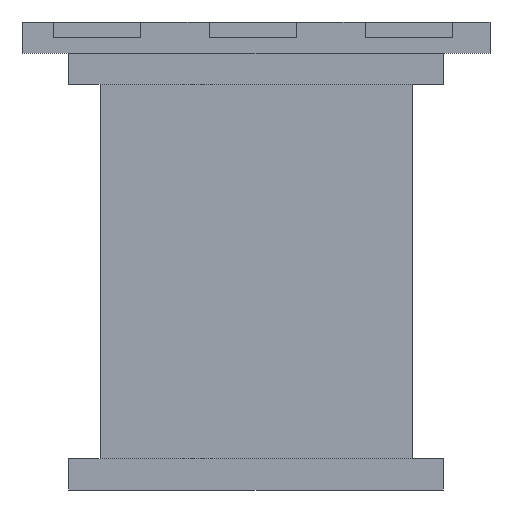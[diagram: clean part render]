
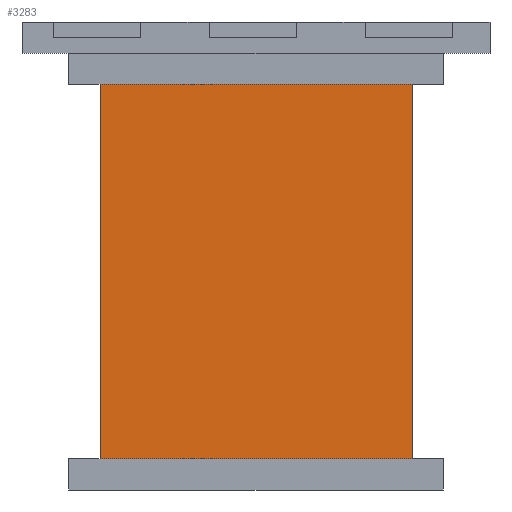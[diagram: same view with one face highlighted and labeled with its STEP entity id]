
A CAD part, front view. The second image highlights one B-rep face of the part: STEP entity #3283.
In plain terms, the highlighted planar face has unit normal (0, -1, 0).
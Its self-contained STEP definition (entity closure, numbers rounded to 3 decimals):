
#1459 = PLANE('',#1460);
#1460 = AXIS2_PLACEMENT_3D('',#1461,#1462,#1463);
#1461 = CARTESIAN_POINT('',(-1.524,-1.27,-0.381));
#1462 = DIRECTION('',(0.,1.,0.));
#1463 = DIRECTION('',(0.,0.,1.));
#2820 = VERTEX_POINT('',#2821);
#2821 = CARTESIAN_POINT('',(-1.27,-1.27,-0.381));
#2868 = VERTEX_POINT('',#2869);
#2869 = CARTESIAN_POINT('',(1.27,-1.27,-0.381));
#2895 = EDGE_CURVE('',#2820,#2868,#2896,.T.);
#2896 = SURFACE_CURVE('',#2897,(#2901,#2908),.PCURVE_S1.);
#2897 = LINE('',#2898,#2899);
#2898 = CARTESIAN_POINT('',(-1.524,-1.27,-0.381));
#2899 = VECTOR('',#2900,1.);
#2900 = DIRECTION('',(1.,0.,0.));
#2901 = PCURVE('',#1459,#2902);
#2902 = DEFINITIONAL_REPRESENTATION('',(#2903),#2907);
#2903 = LINE('',#2904,#2905);
#2904 = CARTESIAN_POINT('',(0.,0.));
#2905 = VECTOR('',#2906,1.);
#2906 = DIRECTION('',(0.,1.));
#2907 = ( GEOMETRIC_REPRESENTATION_CONTEXT(2) 
PARAMETRIC_REPRESENTATION_CONTEXT() REPRESENTATION_CONTEXT('2D SPACE',''
  ) );
#2908 = PCURVE('',#2909,#2914);
#2909 = PLANE('',#2910);
#2910 = AXIS2_PLACEMENT_3D('',#2911,#2912,#2913);
#2911 = CARTESIAN_POINT('',(-1.27,-1.27,-3.429));
#2912 = DIRECTION('',(0.,1.,0.));
#2913 = DIRECTION('',(0.,0.,1.));
#2914 = DEFINITIONAL_REPRESENTATION('',(#2915),#2919);
#2915 = LINE('',#2916,#2917);
#2916 = CARTESIAN_POINT('',(3.048,-0.254));
#2917 = VECTOR('',#2918,1.);
#2918 = DIRECTION('',(0.,1.));
#2919 = ( GEOMETRIC_REPRESENTATION_CONTEXT(2) 
PARAMETRIC_REPRESENTATION_CONTEXT() REPRESENTATION_CONTEXT('2D SPACE',''
  ) );
#3272 = PLANE('',#3273);
#3273 = AXIS2_PLACEMENT_3D('',#3274,#3275,#3276);
#3274 = CARTESIAN_POINT('',(-1.27,-1.27,-3.429));
#3275 = DIRECTION('',(1.,0.,0.));
#3276 = DIRECTION('',(0.,0.,1.));
#3283 = ADVANCED_FACE('',(#3284),#2909,.F.);
#3284 = FACE_BOUND('',#3285,.F.);
#3285 = EDGE_LOOP('',(#3286,#3316,#3337,#3338));
#3286 = ORIENTED_EDGE('',*,*,#3287,.F.);
#3287 = EDGE_CURVE('',#3288,#3290,#3292,.T.);
#3288 = VERTEX_POINT('',#3289);
#3289 = CARTESIAN_POINT('',(-1.27,-1.27,-3.429));
#3290 = VERTEX_POINT('',#3291);
#3291 = CARTESIAN_POINT('',(1.27,-1.27,-3.429));
#3292 = SURFACE_CURVE('',#3293,(#3297,#3304),.PCURVE_S1.);
#3293 = LINE('',#3294,#3295);
#3294 = CARTESIAN_POINT('',(-1.27,-1.27,-3.429));
#3295 = VECTOR('',#3296,1.);
#3296 = DIRECTION('',(1.,0.,0.));
#3297 = PCURVE('',#2909,#3298);
#3298 = DEFINITIONAL_REPRESENTATION('',(#3299),#3303);
#3299 = LINE('',#3300,#3301);
#3300 = CARTESIAN_POINT('',(0.,0.));
#3301 = VECTOR('',#3302,1.);
#3302 = DIRECTION('',(0.,1.));
#3303 = ( GEOMETRIC_REPRESENTATION_CONTEXT(2) 
PARAMETRIC_REPRESENTATION_CONTEXT() REPRESENTATION_CONTEXT('2D SPACE',''
  ) );
#3304 = PCURVE('',#3305,#3310);
#3305 = PLANE('',#3306);
#3306 = AXIS2_PLACEMENT_3D('',#3307,#3308,#3309);
#3307 = CARTESIAN_POINT('',(-1.524,-1.27,-3.683));
#3308 = DIRECTION('',(0.,1.,0.));
#3309 = DIRECTION('',(0.,0.,1.));
#3310 = DEFINITIONAL_REPRESENTATION('',(#3311),#3315);
#3311 = LINE('',#3312,#3313);
#3312 = CARTESIAN_POINT('',(0.254,0.254));
#3313 = VECTOR('',#3314,1.);
#3314 = DIRECTION('',(0.,1.));
#3315 = ( GEOMETRIC_REPRESENTATION_CONTEXT(2) 
PARAMETRIC_REPRESENTATION_CONTEXT() REPRESENTATION_CONTEXT('2D SPACE',''
  ) );
#3316 = ORIENTED_EDGE('',*,*,#3317,.T.);
#3317 = EDGE_CURVE('',#3288,#2820,#3318,.T.);
#3318 = SURFACE_CURVE('',#3319,(#3323,#3330),.PCURVE_S1.);
#3319 = LINE('',#3320,#3321);
#3320 = CARTESIAN_POINT('',(-1.27,-1.27,-3.429));
#3321 = VECTOR('',#3322,1.);
#3322 = DIRECTION('',(0.,0.,1.));
#3323 = PCURVE('',#2909,#3324);
#3324 = DEFINITIONAL_REPRESENTATION('',(#3325),#3329);
#3325 = LINE('',#3326,#3327);
#3326 = CARTESIAN_POINT('',(0.,0.));
#3327 = VECTOR('',#3328,1.);
#3328 = DIRECTION('',(1.,0.));
#3329 = ( GEOMETRIC_REPRESENTATION_CONTEXT(2) 
PARAMETRIC_REPRESENTATION_CONTEXT() REPRESENTATION_CONTEXT('2D SPACE',''
  ) );
#3330 = PCURVE('',#3272,#3331);
#3331 = DEFINITIONAL_REPRESENTATION('',(#3332),#3336);
#3332 = LINE('',#3333,#3334);
#3333 = CARTESIAN_POINT('',(0.,0.));
#3334 = VECTOR('',#3335,1.);
#3335 = DIRECTION('',(1.,0.));
#3336 = ( GEOMETRIC_REPRESENTATION_CONTEXT(2) 
PARAMETRIC_REPRESENTATION_CONTEXT() REPRESENTATION_CONTEXT('2D SPACE',''
  ) );
#3337 = ORIENTED_EDGE('',*,*,#2895,.T.);
#3338 = ORIENTED_EDGE('',*,*,#3339,.F.);
#3339 = EDGE_CURVE('',#3290,#2868,#3340,.T.);
#3340 = SURFACE_CURVE('',#3341,(#3345,#3352),.PCURVE_S1.);
#3341 = LINE('',#3342,#3343);
#3342 = CARTESIAN_POINT('',(1.27,-1.27,-3.429));
#3343 = VECTOR('',#3344,1.);
#3344 = DIRECTION('',(0.,0.,1.));
#3345 = PCURVE('',#2909,#3346);
#3346 = DEFINITIONAL_REPRESENTATION('',(#3347),#3351);
#3347 = LINE('',#3348,#3349);
#3348 = CARTESIAN_POINT('',(0.,2.54));
#3349 = VECTOR('',#3350,1.);
#3350 = DIRECTION('',(1.,0.));
#3351 = ( GEOMETRIC_REPRESENTATION_CONTEXT(2) 
PARAMETRIC_REPRESENTATION_CONTEXT() REPRESENTATION_CONTEXT('2D SPACE',''
  ) );
#3352 = PCURVE('',#3353,#3358);
#3353 = PLANE('',#3354);
#3354 = AXIS2_PLACEMENT_3D('',#3355,#3356,#3357);
#3355 = CARTESIAN_POINT('',(1.27,-1.27,-3.429));
#3356 = DIRECTION('',(1.,0.,0.));
#3357 = DIRECTION('',(0.,0.,1.));
#3358 = DEFINITIONAL_REPRESENTATION('',(#3359),#3363);
#3359 = LINE('',#3360,#3361);
#3360 = CARTESIAN_POINT('',(0.,0.));
#3361 = VECTOR('',#3362,1.);
#3362 = DIRECTION('',(1.,0.));
#3363 = ( GEOMETRIC_REPRESENTATION_CONTEXT(2) 
PARAMETRIC_REPRESENTATION_CONTEXT() REPRESENTATION_CONTEXT('2D SPACE',''
  ) );
